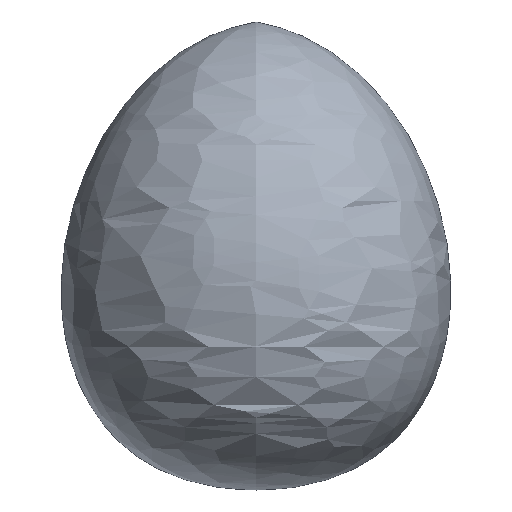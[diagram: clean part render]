
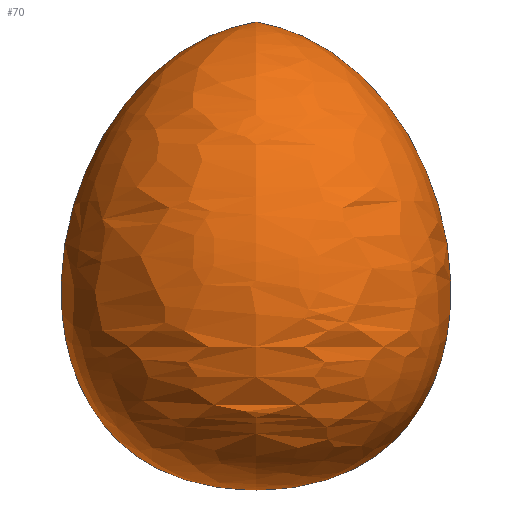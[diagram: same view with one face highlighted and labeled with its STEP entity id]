
A CAD part, top view. The second image highlights one B-rep face of the part: STEP entity #70.
In plain terms, the highlighted free-form (B-spline) face has degree [3, 3] with [4, 4] control points.
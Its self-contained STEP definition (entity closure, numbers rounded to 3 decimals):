
#1 = CARTESIAN_POINT ( 'NONE',  ( 0., -90.214, 0. ) ) ;
#2 = CARTESIAN_POINT ( 'NONE',  ( -61.177, 25.087, 0. ) ) ;
#8 = VERTEX_POINT ( 'NONE', #110 ) ;
#9 = CARTESIAN_POINT ( 'NONE',  ( -61.177, 25.087, 0. ) ) ;
#10 = CARTESIAN_POINT ( 'NONE',  ( -78.01, -90.25, 0. ) ) ;
#12 = FACE_OUTER_BOUND ( 'NONE', #114, .T. ) ;
#14 = CARTESIAN_POINT ( 'NONE',  ( 61.177, 25.087, 0. ) ) ;
#19 = B_SPLINE_CURVE_WITH_KNOTS ( 'NONE', 3,
 ( #61, #83, #2, #100 ),
 .UNSPECIFIED., .F., .F.,
 ( 4, 4 ),
 ( 0., 1. ),
 .UNSPECIFIED. ) ;
#21 = CARTESIAN_POINT ( 'NONE',  ( 0., 35.57, 0. ) ) ;
#29 = CARTESIAN_POINT ( 'NONE',  ( 0., 35.57, 0. ) ) ;
#30 = CARTESIAN_POINT ( 'NONE',  ( -61.177, 25.087, 122.354 ) ) ;
#31 = EDGE_CURVE ( 'NONE', #8, #99, #35, .T. ) ;
#35 = B_SPLINE_CURVE_WITH_KNOTS ( 'NONE', 3,
 ( #96, #109, #77, #21 ),
 .UNSPECIFIED., .F., .F.,
 ( 4, 4 ),
 ( 0., 1. ),
 .UNSPECIFIED. ) ;
#36 =( BOUNDED_SURFACE ( )  B_SPLINE_SURFACE ( 3, 3, ( 
 ( #88, #79, #93, #1 ),
 ( #10, #41, #40, #66 ),
 ( #9, #30, #69, #14 ),
 ( #82, #94, #68, #59 ) ),
 .UNSPECIFIED., .F., .F., .F. ) 
 B_SPLINE_SURFACE_WITH_KNOTS ( ( 4, 4 ),
 ( 4, 4 ),
 ( 0., 1. ),
 ( 0., 1. ),
 .UNSPECIFIED. ) 
 GEOMETRIC_REPRESENTATION_ITEM ( )  RATIONAL_B_SPLINE_SURFACE ( (
 ( 1., 0.333, 0.333, 1.),
 ( 1., 0.333, 0.333, 1.),
 ( 1., 0.333, 0.333, 1.),
 ( 1., 0.333, 0.333, 1.) ) ) 
 REPRESENTATION_ITEM ( '' )  SURFACE ( )  );
#40 = CARTESIAN_POINT ( 'NONE',  ( 78.01, -90.25, 156.021 ) ) ;
#41 = CARTESIAN_POINT ( 'NONE',  ( -78.01, -90.25, 156.021 ) ) ;
#58 = EDGE_CURVE ( 'NONE', #8, #99, #19, .T. ) ;
#59 = CARTESIAN_POINT ( 'NONE',  ( 0., 35.57, 0. ) ) ;
#61 = CARTESIAN_POINT ( 'NONE',  ( 0., -90.214, 0. ) ) ;
#66 = CARTESIAN_POINT ( 'NONE',  ( 78.01, -90.25, 0. ) ) ;
#68 = CARTESIAN_POINT ( 'NONE',  ( 0., 35.57, 0. ) ) ;
#69 = CARTESIAN_POINT ( 'NONE',  ( 61.177, 25.087, 122.354 ) ) ;
#70 = ADVANCED_FACE ( 'NONE', ( #12 ), #36, .F. ) ;
#75 = ORIENTED_EDGE ( 'NONE', *, *, #31, .T. ) ;
#77 = CARTESIAN_POINT ( 'NONE',  ( 61.177, 25.087, 0. ) ) ;
#79 = CARTESIAN_POINT ( 'NONE',  ( 0., -90.214, 0. ) ) ;
#82 = CARTESIAN_POINT ( 'NONE',  ( 0., 35.57, 0. ) ) ;
#83 = CARTESIAN_POINT ( 'NONE',  ( -78.01, -90.25, 0. ) ) ;
#88 = CARTESIAN_POINT ( 'NONE',  ( 0., -90.214, 0. ) ) ;
#93 = CARTESIAN_POINT ( 'NONE',  ( 0., -90.214, 0. ) ) ;
#94 = CARTESIAN_POINT ( 'NONE',  ( 0., 35.57, 0. ) ) ;
#96 = CARTESIAN_POINT ( 'NONE',  ( 0., -90.214, 0. ) ) ;
#99 = VERTEX_POINT ( 'NONE', #29 ) ;
#100 = CARTESIAN_POINT ( 'NONE',  ( 0., 35.57, 0. ) ) ;
#104 = ORIENTED_EDGE ( 'NONE', *, *, #58, .F. ) ;
#109 = CARTESIAN_POINT ( 'NONE',  ( 78.01, -90.25, 0. ) ) ;
#110 = CARTESIAN_POINT ( 'NONE',  ( 0., -90.214, 0. ) ) ;
#114 = EDGE_LOOP ( 'NONE', ( #104, #75 ) ) ;
